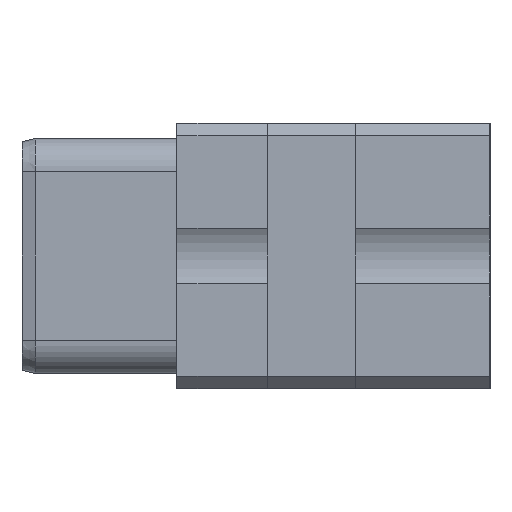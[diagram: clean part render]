
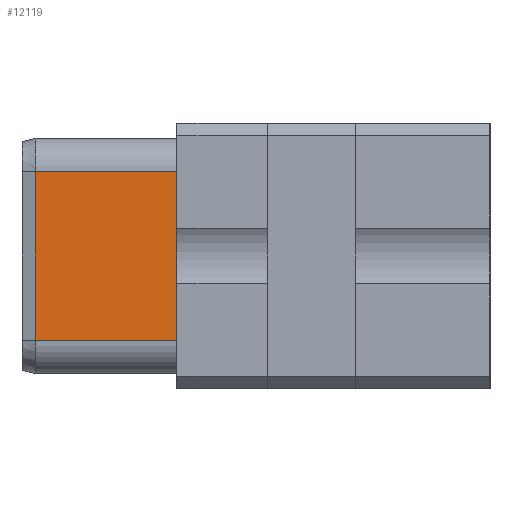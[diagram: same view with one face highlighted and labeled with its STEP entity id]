
A CAD part, left-side view. The second image highlights one B-rep face of the part: STEP entity #12119.
In plain terms, the highlighted planar face has unit normal (-1, 0, 0).
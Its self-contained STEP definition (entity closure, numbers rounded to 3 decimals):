
#114=DIRECTION('',(0.,0.,1.));
#115=VECTOR('',#114,9.61);
#116=CARTESIAN_POINT('',(-20.939,0.024,-4.805));
#117=LINE('',#116,#115);
#3649=DIRECTION('',(0.,0.,1.));
#3650=VECTOR('',#3649,9.61);
#3651=CARTESIAN_POINT('',(-20.939,8.113,-4.805));
#3652=LINE('',#3651,#3650);
#3662=DIRECTION('',(0.,1.,0.));
#3663=VECTOR('',#3662,8.089);
#3664=CARTESIAN_POINT('',(-20.939,0.024,4.805));
#3665=LINE('',#3664,#3663);
#3704=DIRECTION('',(0.,1.,0.));
#3705=VECTOR('',#3704,8.089);
#3706=CARTESIAN_POINT('',(-20.939,0.024,-4.805));
#3707=LINE('',#3706,#3705);
#7085=CARTESIAN_POINT('',(-20.939,0.024,-4.805));
#7087=VERTEX_POINT('',#7085);
#7090=CARTESIAN_POINT('',(-20.939,0.024,4.805));
#7092=VERTEX_POINT('',#7090);
#7117=CARTESIAN_POINT('',(-20.939,8.113,-4.805));
#7118=CARTESIAN_POINT('',(-20.939,8.113,4.805));
#7119=VERTEX_POINT('',#7117);
#7120=VERTEX_POINT('',#7118);
#12106=CARTESIAN_POINT('',(-20.939,0.,-6.705));
#12107=DIRECTION('',(-1.,0.,0.));
#12108=DIRECTION('',(0.,0.,1.));
#12109=AXIS2_PLACEMENT_3D('',#12106,#12107,#12108);
#12110=PLANE('',#12109);
#12111=ORIENTED_EDGE('',*,*,#12100,.T.);
#12113=ORIENTED_EDGE('',*,*,#12112,.F.);
#12114=ORIENTED_EDGE('',*,*,#8927,.F.);
#12116=ORIENTED_EDGE('',*,*,#12115,.T.);
#12117=EDGE_LOOP('',(#12111,#12113,#12114,#12116));
#12118=FACE_OUTER_BOUND('',#12117,.F.);
#12119=ADVANCED_FACE('',(#12118),#12110,.T.);
#8927=EDGE_CURVE('',#7087,#7092,#117,.T.);
#12100=EDGE_CURVE('',#7119,#7120,#3652,.T.);
#12112=EDGE_CURVE('',#7092,#7120,#3665,.T.);
#12115=EDGE_CURVE('',#7087,#7119,#3707,.T.);
